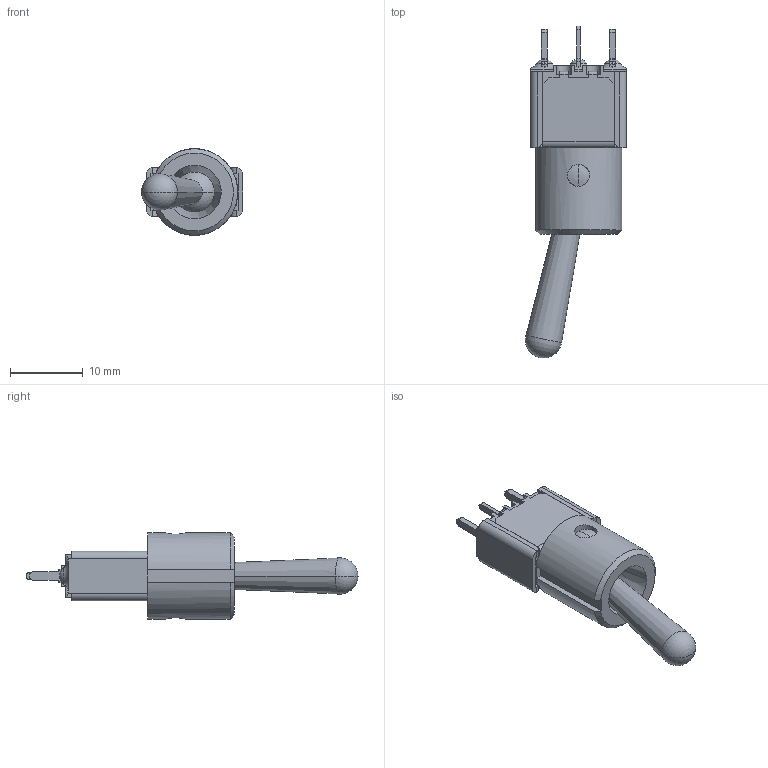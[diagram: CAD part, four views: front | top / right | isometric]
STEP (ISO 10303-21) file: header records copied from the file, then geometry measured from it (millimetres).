
FILE_DESCRIPTION((''),'2;1');
FILE_NAME('5236MAB','2011-02-21T',('francis'),(''),'PRO/ENGINEER BY PARAMETRIC TECHNOLOGY CORPORATION, 2009440','PRO/ENGINEER BY PARAMETRIC TECHNOLOGY CORPORATION, 2009440','');
FILE_SCHEMA(('CONFIG_CONTROL_DESIGN'));
Length unit declared in the file: millimetre
Products named in the file (1): 5236MAB
Bounding box: 13.9 x 45.64 x 11.9 mm (x, y, z)
Volume: 1883.7 mm3; surface area: 2893.8 mm2
Topology: 2 solids, 2 shells, 480 faces, 1345 edges, 835 vertices
Faces by surface type: plane 312, cylinder 109, sphere 22, torus 16, cone 13, bspline 8
Entity records: 16828 total; most frequent: CARTESIAN_POINT 4604, ORIENTED_EDGE 2678, DIRECTION 2404, EDGE_CURVE 1339, VECTOR 862, LINE 862, VERTEX_POINT 835, AXIS2_PLACEMENT_3D 771
